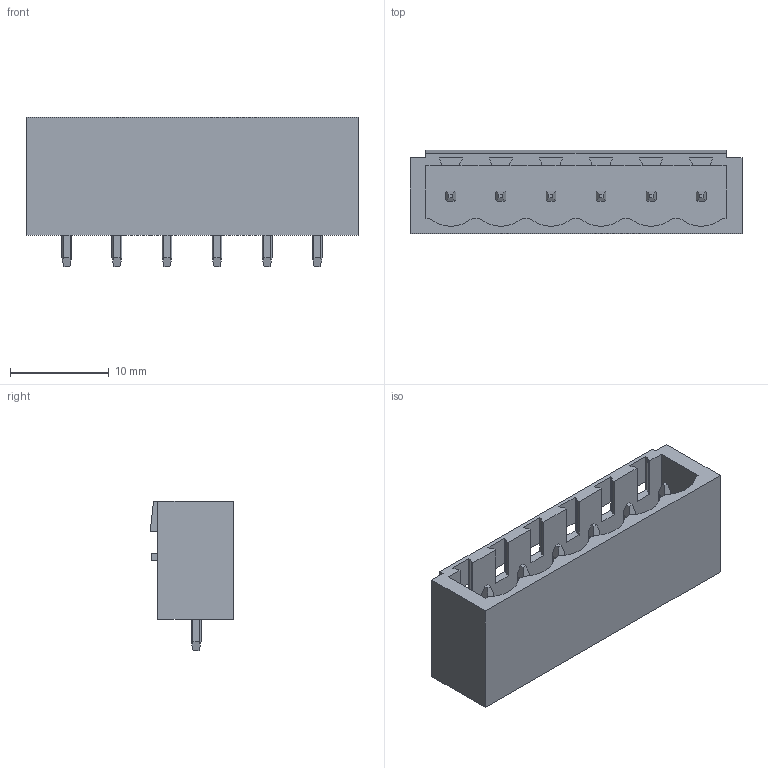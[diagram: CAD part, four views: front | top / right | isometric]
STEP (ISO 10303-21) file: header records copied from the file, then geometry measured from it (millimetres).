
FILE_DESCRIPTION(('CATIA V5 STEP Exchange','CAx-IF Rec.Pracs.--- Model Styling and Organization---1.2---2011-12-15'),'2;1');
FILE_NAME ('D1448993_0', '2018-10-26T05:33:50+00:00', ('none'), ('Weidmueller'), 'CATIA Version 5-6 Release 2014', 'CATIA V5 STEP AP214', 'none');
FILE_SCHEMA(('AUTOMOTIVE_DESIGN { 1 0 10303 214 1 1 1 1 }'));
Length unit declared in the file: millimetre
Products named in the file (1): 1146820000
Bounding box: 33.68 x 8.43 x 15.2 mm (x, y, z)
Volume: 1683.5 mm3; surface area: 2615.2 mm2
Topology: 7 solids, 7 shells, 239 faces, 708 edges, 473 vertices
Faces by surface type: plane 183, cylinder 56
Entity records: 7490 total; most frequent: CARTESIAN_POINT 1666, ORIENTED_EDGE 1416, DIRECTION 860, EDGE_CURVE 708, VECTOR 500, LINE 500, VERTEX_POINT 473, EDGE_LOOP 253
